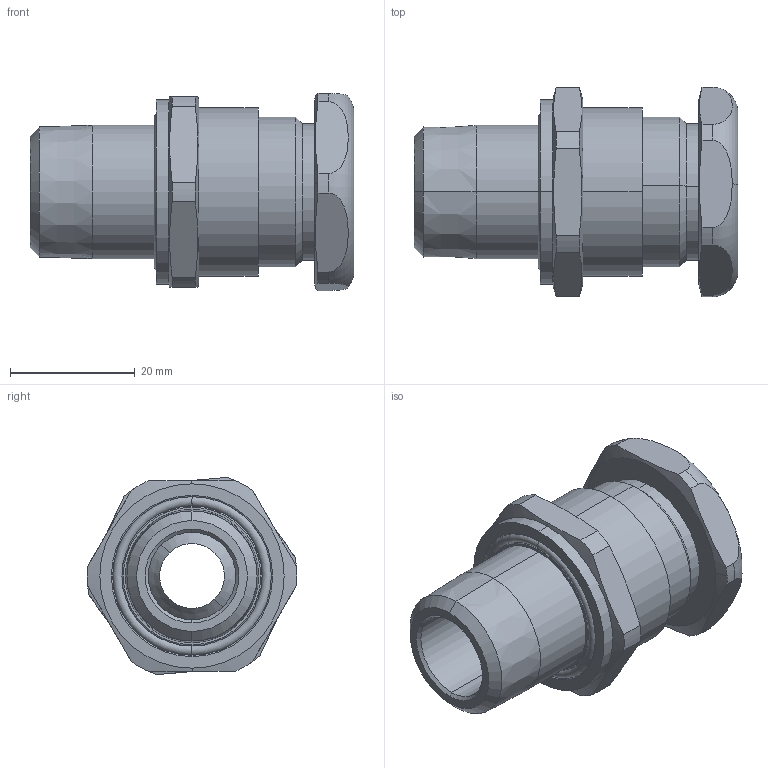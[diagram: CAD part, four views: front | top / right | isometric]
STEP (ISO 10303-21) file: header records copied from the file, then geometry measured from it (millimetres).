
FILE_DESCRIPTION (( 'STEP AP203' ), '1' );
FILE_NAME ('TC-050NB0551RA531.STEP', '2017-10-05T08:49:18', ( '' ), ( '' ), 'SwSTEP 2.0', 'SolidWorks 2017', '' );
FILE_SCHEMA (( 'CONFIG_CONTROL_DESIGN' ));
Length unit declared in the file: millimetre
Products named in the file (1): TC-050NB0551RA531
Bounding box: 51.85 x 33.55 x 31.57 mm (x, y, z)
Surface area: 9396 mm2 (no closed solid volume)
Topology: 0 solids, 5 shells, 79 faces, 196 edges, 124 vertices
Faces by surface type: cylinder 32, plane 19, cone 18, torus 10
Entity records: 2689 total; most frequent: CARTESIAN_POINT 706, DIRECTION 430, ORIENTED_EDGE 376, EDGE_CURVE 196, AXIS2_PLACEMENT_3D 184, VERTEX_POINT 124, CIRCLE 104, EDGE_LOOP 86
